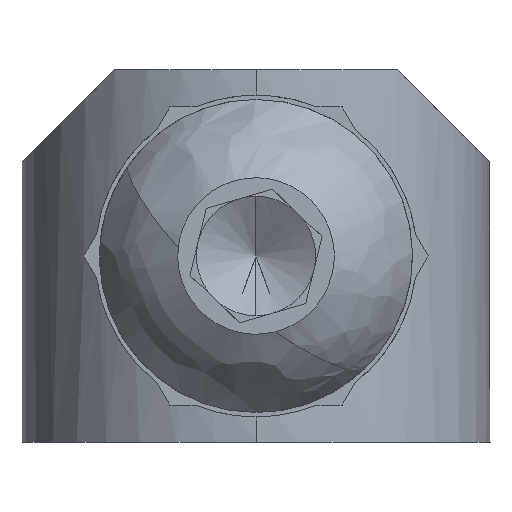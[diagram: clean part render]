
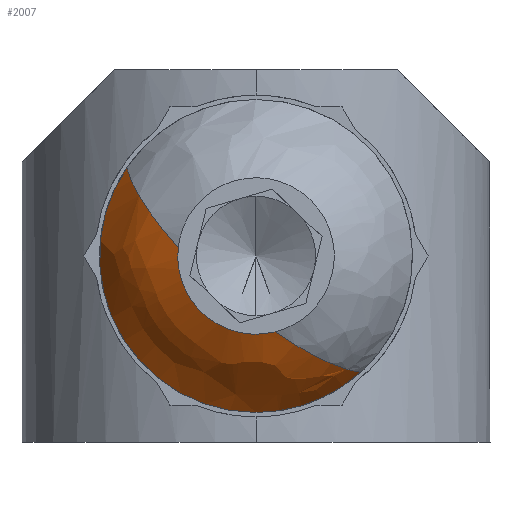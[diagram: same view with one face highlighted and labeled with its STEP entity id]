
A CAD part, left-side view. The second image highlights one B-rep face of the part: STEP entity #2007.
In plain terms, the highlighted free-form (B-spline) face has degree [3, 3] with [4, 4] control points.
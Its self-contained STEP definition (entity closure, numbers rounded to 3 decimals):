
#491 = CARTESIAN_POINT ( 'NONE',  ( 1.27, -3.517, 2.352 ) ) ;
#597 = ORIENTED_EDGE ( 'NONE', *, *, #14839, .T. ) ;
#800 = DIRECTION ( 'NONE',  ( -1., 0., 0. ) ) ;
#916 = CARTESIAN_POINT ( 'NONE',  ( 3.35, 0., 6.25 ) ) ;
#1158 = CARTESIAN_POINT ( 'NONE',  ( -1.65, 2.026, 4.568 ) ) ;
#1255 = CARTESIAN_POINT ( 'NONE',  ( -3.809, -0.089, 3.324 ) ) ;
#1628 = EDGE_CURVE ( 'NONE', #3341, #12774, #15677, .T. ) ;
#2007 = ADVANCED_FACE ( 'NONE', ( #10123 ), #4701, .T. ) ;
#2196 = DIRECTION ( 'NONE',  ( 0.507, 0.539, 0.672 ) ) ;
#2376 = CARTESIAN_POINT ( 'NONE',  ( -1.65, -0.433, 3.652 ) ) ;
#2434 = CARTESIAN_POINT ( 'NONE',  ( -1.65, 2.37, 5.101 ) ) ;
#2524 = CARTESIAN_POINT ( 'NONE',  ( 0.485, -3.044, 2.453 ) ) ;
#3083 = CARTESIAN_POINT ( 'NONE',  ( 1.27, 0., 6.25 ) ) ;
#3341 = VERTEX_POINT ( 'NONE', #10871 ) ;
#3539 = ORIENTED_EDGE ( 'NONE', *, *, #8677, .F. ) ;
#3687 = CARTESIAN_POINT ( 'NONE',  ( -1.65, 2.575, 5.7 ) ) ;
#3701 = CARTESIAN_POINT ( 'NONE',  ( 1.27, 0., 1. ) ) ;
#3726 = CARTESIAN_POINT ( 'NONE',  ( 3.954, 10.088, 2.662 ) ) ;
#3789 = CARTESIAN_POINT ( 'NONE',  ( 0.485, -3.044, 2.453 ) ) ;
#3999 = ORIENTED_EDGE ( 'NONE', *, *, #1628, .F. ) ;
#4336 = DIRECTION ( 'NONE',  ( 0., 0., 1. ) ) ;
#4589 = CIRCLE ( 'NONE', #7299, 5.25 ) ;
#4701 =( BOUNDED_SURFACE ( )  B_SPLINE_SURFACE ( 3, 3, ( 
 ( #6163, #11038, #3726, #12253 ),
 ( #4978, #13484, #6218, #14718 ),
 ( #7412, #15930, #8654, #1255 ),
 ( #9873, #2524, #11088, #3789 ) ),
 .UNSPECIFIED., .F., .F., .T. ) 
 B_SPLINE_SURFACE_WITH_KNOTS ( ( 4, 4 ),
 ( 4, 4 ),
 ( 0., 1. ),
 ( 0., 1. ),
 .UNSPECIFIED. ) 
 GEOMETRIC_REPRESENTATION_ITEM ( )  RATIONAL_B_SPLINE_SURFACE ( (
 ( 1., 0.333, 0.333, 1.),
 ( 0.635, 0.212, 0.212, 0.635),
 ( 0.635, 0.212, 0.212, 0.635),
 ( 1., 0.333, 0.333, 1.) ) ) 
 REPRESENTATION_ITEM ( '' )  SURFACE ( )  );
#4775 = CIRCLE ( 'NONE', #10395, 5.25 ) ;
#4881 = CARTESIAN_POINT ( 'NONE',  ( -1.65, 0.198, 3.624 ) ) ;
#4940 = CARTESIAN_POINT ( 'NONE',  ( -1.65, 2.632, 6.327 ) ) ;
#4978 = CARTESIAN_POINT ( 'NONE',  ( 9.114, -4.797, 4.357 ) ) ;
#6125 = CARTESIAN_POINT ( 'NONE',  ( -1.65, 0.817, 3.747 ) ) ;
#6163 = CARTESIAN_POINT ( 'NONE',  ( 8.744, -0.753, 7.74 ) ) ;
#6218 = CARTESIAN_POINT ( 'NONE',  ( 1.047, 13.461, -4.195 ) ) ;
#6337 = CARTESIAN_POINT ( 'NONE',  ( 3.35, 0., 6.25 ) ) ;
#6588 = B_SPLINE_CURVE_WITH_KNOTS ( 'NONE', 3,
 ( #13222, #2376, #12161, #4881, #13383, #6125, #14624, #7313, #15837, #8551, #1158, #9780, #2434, #10999, #3687, #12213, #4940, #13442 ),
 .UNSPECIFIED., .F., .F.,
 ( 4, 2, 2, 2, 2, 2, 2, 2, 4 ),
 ( 0., 0.001, 0.001, 0.002, 0.003, 0.003, 0.004, 0.005, 0.005 ),
 .UNSPECIFIED. ) ;
#6593 = EDGE_LOOP ( 'NONE', ( #15675, #597, #3539, #14452, #3999, #8975 ) ) ;
#6891 = DIRECTION ( 'NONE',  ( 0.287, 0.63, -0.722 ) ) ;
#7004 = VERTEX_POINT ( 'NONE', #491 ) ;
#7299 = AXIS2_PLACEMENT_3D ( 'NONE', #8209, #800, #9444 ) ;
#7313 = CARTESIAN_POINT ( 'NONE',  ( -1.65, 1.392, 4.014 ) ) ;
#7412 = CARTESIAN_POINT ( 'NONE',  ( 4.78, -5.999, 1.583 ) ) ;
#7528 = DIRECTION ( 'NONE',  ( 0.507, 0.539, 0.672 ) ) ;
#8209 = CARTESIAN_POINT ( 'NONE',  ( 1.27, 0., 6.25 ) ) ;
#8268 = EDGE_CURVE ( 'NONE', #12927, #12774, #6588, .T. ) ;
#8551 = CARTESIAN_POINT ( 'NONE',  ( -1.65, 1.886, 4.412 ) ) ;
#8654 = CARTESIAN_POINT ( 'NONE',  ( -0.774, 6.569, -4.305 ) ) ;
#8677 = EDGE_CURVE ( 'NONE', #12927, #8921, #12278, .T. ) ;
#8921 = VERTEX_POINT ( 'NONE', #10925 ) ;
#8975 = ORIENTED_EDGE ( 'NONE', *, *, #11979, .T. ) ;
#9142 = CARTESIAN_POINT ( 'NONE',  ( -1.65, -0.638, 3.704 ) ) ;
#9444 = DIRECTION ( 'NONE',  ( 0., 0., 1. ) ) ;
#9498 = VERTEX_POINT ( 'NONE', #3701 ) ;
#9545 = DIRECTION ( 'NONE',  ( -0.287, -0.63, 0.722 ) ) ;
#9780 = CARTESIAN_POINT ( 'NONE',  ( -1.65, 2.269, 4.913 ) ) ;
#9873 = CARTESIAN_POINT ( 'NONE',  ( 0.485, -3.044, 2.453 ) ) ;
#10123 = FACE_OUTER_BOUND ( 'NONE', #6593, .T. ) ;
#10212 = EDGE_CURVE ( 'NONE', #9498, #7004, #4775, .T. ) ;
#10395 = AXIS2_PLACEMENT_3D ( 'NONE', #3083, #11620, #4336 ) ;
#10871 = CARTESIAN_POINT ( 'NONE',  ( 1.27, 4.337, 9.208 ) ) ;
#10925 = CARTESIAN_POINT ( 'NONE',  ( 0.485, -3.044, 2.453 ) ) ;
#10999 = CARTESIAN_POINT ( 'NONE',  ( -1.65, 2.522, 5.492 ) ) ;
#11038 = CARTESIAN_POINT ( 'NONE',  ( 11.363, 4.99, 1.16 ) ) ;
#11088 = CARTESIAN_POINT ( 'NONE',  ( 0.485, -3.044, 2.453 ) ) ;
#11110 = CARTESIAN_POINT ( 'NONE',  ( -1.65, 2.609, 6.538 ) ) ;
#11620 = DIRECTION ( 'NONE',  ( -1., 0., 0. ) ) ;
#11979 = EDGE_CURVE ( 'NONE', #3341, #9498, #4589, .T. ) ;
#12161 = CARTESIAN_POINT ( 'NONE',  ( -1.65, -0.225, 3.626 ) ) ;
#12213 = CARTESIAN_POINT ( 'NONE',  ( -1.65, 2.63, 6.118 ) ) ;
#12253 = CARTESIAN_POINT ( 'NONE',  ( 1.336, 4.345, 9.241 ) ) ;
#12278 = CIRCLE ( 'NONE', #14396, 5.647 ) ;
#12774 = VERTEX_POINT ( 'NONE', #11110 ) ;
#12811 = AXIS2_PLACEMENT_3D ( 'NONE', #6337, #14834, #7528 ) ;
#12927 = VERTEX_POINT ( 'NONE', #9142 ) ;
#13137 = AXIS2_PLACEMENT_3D ( 'NONE', #14179, #6891, #15385 ) ;
#13222 = CARTESIAN_POINT ( 'NONE',  ( -1.65, -0.638, 3.704 ) ) ;
#13383 = CARTESIAN_POINT ( 'NONE',  ( -1.65, 0.409, 3.649 ) ) ;
#13442 = CARTESIAN_POINT ( 'NONE',  ( -1.65, 2.609, 6.538 ) ) ;
#13484 = CARTESIAN_POINT ( 'NONE',  ( 13.524, 4.876, -6.724 ) ) ;
#14179 = CARTESIAN_POINT ( 'NONE',  ( 3.35, 0., 6.25 ) ) ;
#14396 = AXIS2_PLACEMENT_3D ( 'NONE', #916, #9545, #2196 ) ;
#14452 = ORIENTED_EDGE ( 'NONE', *, *, #8268, .T. ) ;
#14624 = CARTESIAN_POINT ( 'NONE',  ( -1.65, 1.018, 3.822 ) ) ;
#14718 = CARTESIAN_POINT ( 'NONE',  ( -3.363, 3.789, 6.886 ) ) ;
#14834 = DIRECTION ( 'NONE',  ( -0.287, -0.63, 0.722 ) ) ;
#14839 = EDGE_CURVE ( 'NONE', #7004, #8921, #15912, .T. ) ;
#15385 = DIRECTION ( 'NONE',  ( 0.507, 0.539, 0.672 ) ) ;
#15675 = ORIENTED_EDGE ( 'NONE', *, *, #10212, .T. ) ;
#15677 = CIRCLE ( 'NONE', #12811, 5.647 ) ;
#15837 = CARTESIAN_POINT ( 'NONE',  ( -1.65, 1.567, 4.133 ) ) ;
#15912 = CIRCLE ( 'NONE', #13137, 5.647 ) ;
#15930 = CARTESIAN_POINT ( 'NONE',  ( 7.815, 0.659, -6.045 ) ) ;
